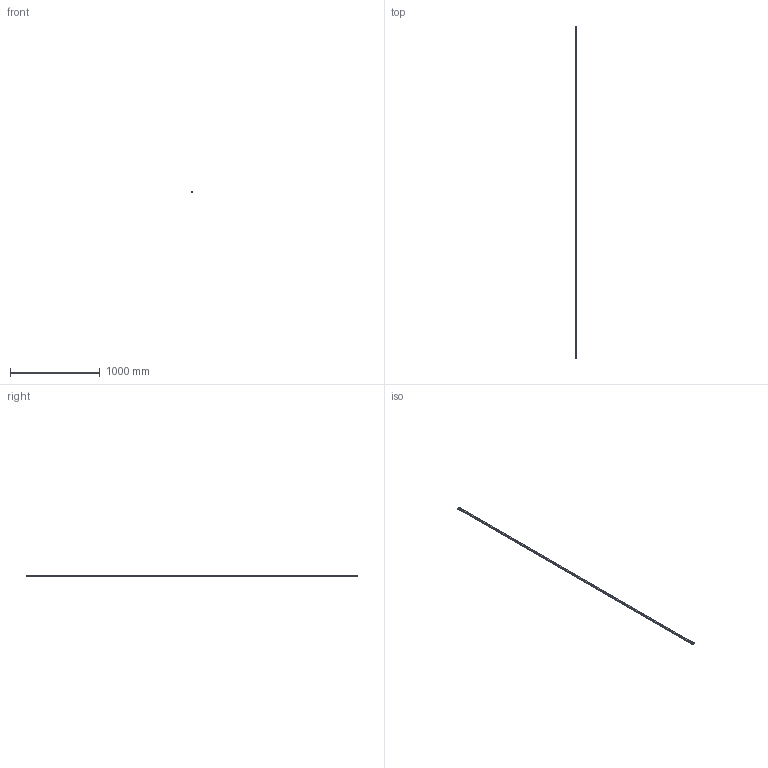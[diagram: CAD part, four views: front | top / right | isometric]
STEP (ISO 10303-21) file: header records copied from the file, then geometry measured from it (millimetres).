
FILE_DESCRIPTION(('STEP AP214'),'1');
FILE_NAME('cctmp_1D2501F7-26C3-4861-B596-AE63879E71E3_2021_02_04_08_58_04_0230..stp','2021-02-04T07:58:04',('HIWIN GmbH'),('CADClick - www.CADClick.com'),'Spatial InterOp 3D',' ','unknown authorization');
FILE_SCHEMA(('AUTOMOTIVE_DESIGN'));
Length unit declared in the file: millimetre
Products named in the file (1): EGR20R3690C_FILE
Bounding box: 20 x 3690 x 15.5 mm (x, y, z)
Volume: 989859.8 mm3; surface area: 295135.1 mm2
Topology: 1 solids, 1 shells, 847 faces, 1903 edges, 1186 vertices
Faces by surface type: plane 457, cylinder 390
Entity records: 30561 total; most frequent: DIRECTION 4627, CARTESIAN_POINT 3937, ORIENTED_EDGE 3806, EDGE_CURVE 1903, AXIS2_PLACEMENT_3D 1876, VERTEX_POINT 1186, EDGE_LOOP 975, LINE 875
